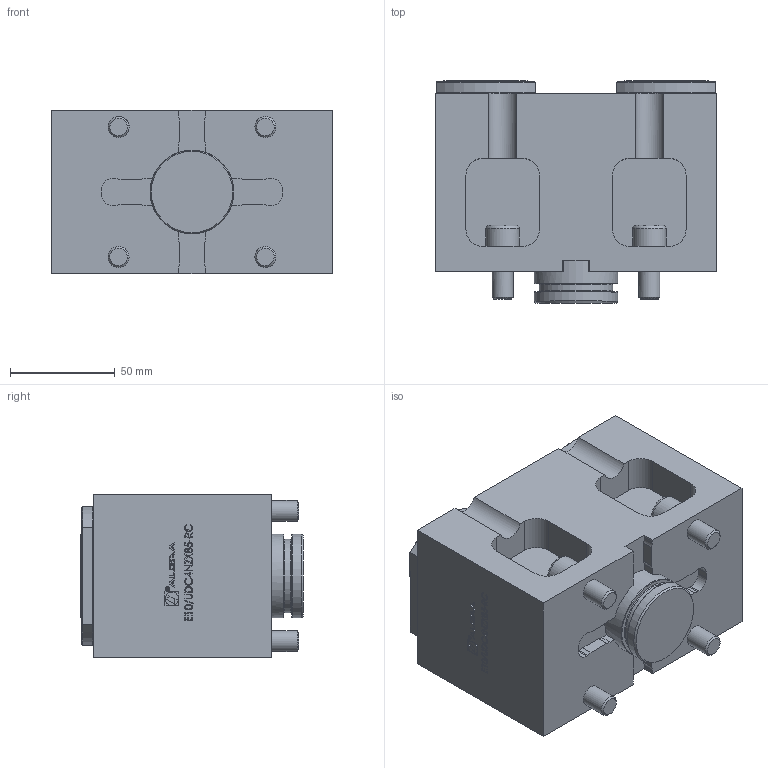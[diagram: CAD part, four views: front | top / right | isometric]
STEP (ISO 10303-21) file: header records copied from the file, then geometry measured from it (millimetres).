
FILE_DESCRIPTION (( 'STEP AP214' ), '1' );
FILE_NAME ('E10UDC4NZX85-RC.STEP', '2025-07-24T06:19:27', ( '' ), ( '' ), 'SwSTEP 2.0', 'SolidWorks 2023', '' );
FILE_SCHEMA (( 'AUTOMOTIVE_DESIGN' ));
Length unit declared in the file: millimetre
Products named in the file (1): E10UDC4NZX85-RC
Bounding box: 134 x 106 x 78 mm (x, y, z)
Volume: 834476 mm3; surface area: 78748.4 mm2
Topology: 1 solids, 2 shells, 799 faces, 2026 edges, 1306 vertices
Faces by surface type: plane 368, cylinder 245, bspline 93, cone 87, torus 6
Full cylindrical faces by diameter (mm): 1.7 x1, 2.1 x1, 4.351 x4, 5.3 x4, 6 x1, 6.366 x1, 7.15 x8, 8.008 x4, 9 x4, 10 x4, 16 x4, 35.2 x1, 39.9 x2, 40 x2
Entity records: 32070 total; most frequent: CARTESIAN_POINT 10665, ORIENTED_EDGE 3794, DIRECTION 3497, EDGE_CURVE 1897, VERTEX_POINT 1255, AXIS2_PLACEMENT_3D 1254, VECTOR 989, LINE 989
